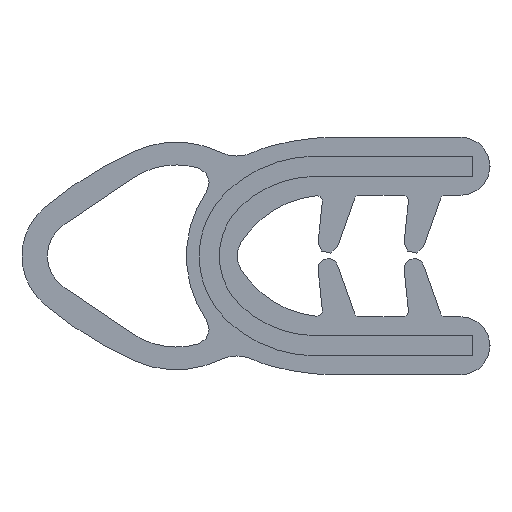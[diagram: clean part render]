
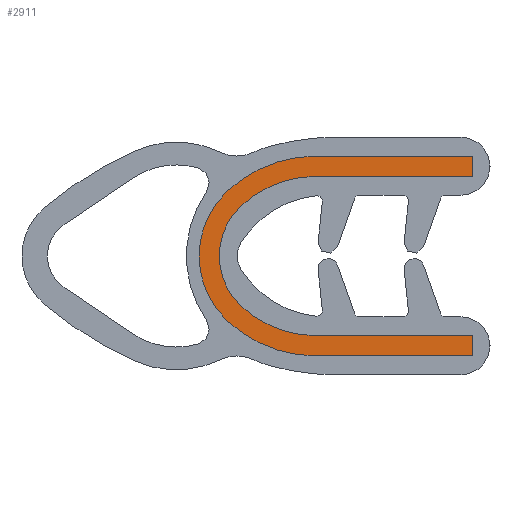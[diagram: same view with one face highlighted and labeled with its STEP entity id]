
A CAD part, left-side view. The second image highlights one B-rep face of the part: STEP entity #2911.
In plain terms, the highlighted planar face has unit normal (-1, 0, 0).
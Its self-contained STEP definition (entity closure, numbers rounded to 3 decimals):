
#8 = EDGE_CURVE ( 'NONE', #1506, #1727, #1502, .T. ) ;
#19 = ORIENTED_EDGE ( 'NONE', *, *, #563, .F. ) ;
#37 = DIRECTION ( 'NONE',  ( -1., 0., 0. ) ) ;
#118 = DIRECTION ( 'NONE',  ( 0., 0., -1. ) ) ;
#169 = VERTEX_POINT ( 'NONE', #2289 ) ;
#201 = ORIENTED_EDGE ( 'NONE', *, *, #1834, .F. ) ;
#204 = CARTESIAN_POINT ( 'NONE',  ( -500., -6.147, -1.964 ) ) ;
#209 = CARTESIAN_POINT ( 'NONE',  ( -500., -9.132, -1.2 ) ) ;
#216 = ORIENTED_EDGE ( 'NONE', *, *, #1406, .F. ) ;
#302 = VECTOR ( 'NONE', #881, 1000. ) ;
#343 = ORIENTED_EDGE ( 'NONE', *, *, #2523, .F. ) ;
#354 = VERTEX_POINT ( 'NONE', #2236 ) ;
#365 = ORIENTED_EDGE ( 'NONE', *, *, #1804, .F. ) ;
#438 = ORIENTED_EDGE ( 'NONE', *, *, #479, .F. ) ;
#441 = CIRCLE ( 'NONE', #1643, 5.15 ) ;
#451 = ORIENTED_EDGE ( 'NONE', *, *, #2530, .F. ) ;
#465 = CARTESIAN_POINT ( 'NONE',  ( -500., -5.598, 2.545 ) ) ;
#479 = EDGE_CURVE ( 'NONE', #3055, #721, #1341, .T. ) ;
#498 = DIRECTION ( 'NONE',  ( 1., 0., 0. ) ) ;
#528 = VERTEX_POINT ( 'NONE', #2735 ) ;
#563 = EDGE_CURVE ( 'NONE', #354, #658, #2084, .T. ) ;
#658 = VERTEX_POINT ( 'NONE', #1805 ) ;
#675 = AXIS2_PLACEMENT_3D ( 'NONE', #3085, #2771, #2451 ) ;
#718 = DIRECTION ( 'NONE',  ( 0., 1., 0. ) ) ;
#721 = VERTEX_POINT ( 'NONE', #1735 ) ;
#730 = CIRCLE ( 'NONE', #675, 5.15 ) ;
#745 = DIRECTION ( 'NONE',  ( 0., 0., -1. ) ) ;
#764 = CIRCLE ( 'NONE', #1958, 4.35 ) ;
#768 = CARTESIAN_POINT ( 'NONE',  ( -500., -9.132, 3.95 ) ) ;
#789 = VECTOR ( 'NONE', #718, 1000. ) ;
#803 = CARTESIAN_POINT ( 'NONE',  ( -500., -15.3, 3.95 ) ) ;
#807 = CARTESIAN_POINT ( 'NONE',  ( -500., -9.132, 1.2 ) ) ;
#821 = DIRECTION ( 'NONE',  ( 0., 0., -1. ) ) ;
#867 = EDGE_LOOP ( 'NONE', ( #201, #2165, #365, #2142, #19, #343, #934, #1103, #451, #948, #216, #438 ) ) ;
#881 = DIRECTION ( 'NONE',  ( 0., -1., 0. ) ) ;
#888 = VECTOR ( 'NONE', #745, 1000. ) ;
#934 = ORIENTED_EDGE ( 'NONE', *, *, #2913, .F. ) ;
#948 = ORIENTED_EDGE ( 'NONE', *, *, #2197, .F. ) ;
#1039 = CARTESIAN_POINT ( 'NONE',  ( -500., -9.132, -3.95 ) ) ;
#1069 = CARTESIAN_POINT ( 'NONE',  ( -500., -15.3, -3.95 ) ) ;
#1074 = CARTESIAN_POINT ( 'NONE',  ( -500., -15.3, -3.95 ) ) ;
#1103 = ORIENTED_EDGE ( 'NONE', *, *, #8, .F. ) ;
#1128 = PLANE ( 'NONE',  #1767 ) ;
#1138 = DIRECTION ( 'NONE',  ( -1., 0., 0. ) ) ;
#1145 = VERTEX_POINT ( 'NONE', #1788 ) ;
#1169 = VERTEX_POINT ( 'NONE', #204 ) ;
#1206 = DIRECTION ( 'NONE',  ( 0., 0., -1. ) ) ;
#1207 = CARTESIAN_POINT ( 'NONE',  ( -500., -15.3, 3.95 ) ) ;
#1283 = DIRECTION ( 'NONE',  ( 0., 0., -1. ) ) ;
#1341 = LINE ( 'NONE', #1039, #789 ) ;
#1346 = DIRECTION ( 'NONE',  ( 0., -1., 0. ) ) ;
#1372 = LINE ( 'NONE', #1069, #888 ) ;
#1406 = EDGE_CURVE ( 'NONE', #721, #1145, #730, .T. ) ;
#1446 = CARTESIAN_POINT ( 'NONE',  ( -500., -9.132, 1.2 ) ) ;
#1501 = DIRECTION ( 'NONE',  ( 1., 0., 0. ) ) ;
#1502 = LINE ( 'NONE', #1207, #302 ) ;
#1506 = VERTEX_POINT ( 'NONE', #768 ) ;
#1557 = AXIS2_PLACEMENT_3D ( 'NONE', #209, #2348, #2018 ) ;
#1570 = DIRECTION ( 'NONE',  ( 1., 0., 0. ) ) ;
#1614 = FACE_OUTER_BOUND ( 'NONE', #867, .T. ) ;
#1640 = CARTESIAN_POINT ( 'NONE',  ( -500., -15.3, -3.15 ) ) ;
#1643 = AXIS2_PLACEMENT_3D ( 'NONE', #1791, #1501, #1206 ) ;
#1654 = CARTESIAN_POINT ( 'NONE',  ( -500., -8., 0. ) ) ;
#1692 = VERTEX_POINT ( 'NONE', #2097 ) ;
#1727 = VERTEX_POINT ( 'NONE', #803 ) ;
#1735 = CARTESIAN_POINT ( 'NONE',  ( -500., -9.132, -3.95 ) ) ;
#1767 = AXIS2_PLACEMENT_3D ( 'NONE', #807, #498, #118 ) ;
#1788 = CARTESIAN_POINT ( 'NONE',  ( -500., -5.598, -2.545 ) ) ;
#1791 = CARTESIAN_POINT ( 'NONE',  ( -500., -9.132, -1.2 ) ) ;
#1804 = EDGE_CURVE ( 'NONE', #1169, #528, #764, .T. ) ;
#1805 = CARTESIAN_POINT ( 'NONE',  ( -500., -6.147, 1.964 ) ) ;
#1834 = EDGE_CURVE ( 'NONE', #1692, #3055, #1372, .T. ) ;
#1838 = CIRCLE ( 'NONE', #1842, 3.5 ) ;
#1842 = AXIS2_PLACEMENT_3D ( 'NONE', #1868, #1570, #1283 ) ;
#1868 = CARTESIAN_POINT ( 'NONE',  ( -500., -8., 0. ) ) ;
#1885 = CIRCLE ( 'NONE', #2978, 2.7 ) ;
#1937 = LINE ( 'NONE', #1640, #2252 ) ;
#1942 = VECTOR ( 'NONE', #2104, 1000. ) ;
#1958 = AXIS2_PLACEMENT_3D ( 'NONE', #1446, #1138, #821 ) ;
#2018 = DIRECTION ( 'NONE',  ( 0., 0., -1. ) ) ;
#2061 = VERTEX_POINT ( 'NONE', #465 ) ;
#2073 = VECTOR ( 'NONE', #2268, 1000. ) ;
#2084 = CIRCLE ( 'NONE', #1557, 4.35 ) ;
#2097 = CARTESIAN_POINT ( 'NONE',  ( -500., -15.3, -3.15 ) ) ;
#2104 = DIRECTION ( 'NONE',  ( 0., 1., 0. ) ) ;
#2142 = ORIENTED_EDGE ( 'NONE', *, *, #2557, .F. ) ;
#2165 = ORIENTED_EDGE ( 'NONE', *, *, #2190, .F. ) ;
#2190 = EDGE_CURVE ( 'NONE', #528, #1692, #1937, .T. ) ;
#2197 = EDGE_CURVE ( 'NONE', #1145, #2061, #1838, .T. ) ;
#2236 = CARTESIAN_POINT ( 'NONE',  ( -500., -9.132, 3.15 ) ) ;
#2252 = VECTOR ( 'NONE', #1346, 1000. ) ;
#2268 = DIRECTION ( 'NONE',  ( 0., 0., -1. ) ) ;
#2289 = CARTESIAN_POINT ( 'NONE',  ( -500., -15.3, 3.15 ) ) ;
#2348 = DIRECTION ( 'NONE',  ( -1., 0., 0. ) ) ;
#2423 = CARTESIAN_POINT ( 'NONE',  ( -500., -9.132, 3.15 ) ) ;
#2451 = DIRECTION ( 'NONE',  ( 0., 0., -1. ) ) ;
#2523 = EDGE_CURVE ( 'NONE', #169, #354, #2737, .T. ) ;
#2530 = EDGE_CURVE ( 'NONE', #2061, #1506, #441, .T. ) ;
#2557 = EDGE_CURVE ( 'NONE', #658, #1169, #1885, .T. ) ;
#2588 = CARTESIAN_POINT ( 'NONE',  ( -500., -15.3, 3.15 ) ) ;
#2735 = CARTESIAN_POINT ( 'NONE',  ( -500., -9.132, -3.15 ) ) ;
#2737 = LINE ( 'NONE', #2423, #1942 ) ;
#2771 = DIRECTION ( 'NONE',  ( 1., 0., 0. ) ) ;
#2830 = DIRECTION ( 'NONE',  ( 0., 0., -1. ) ) ;
#2899 = LINE ( 'NONE', #2588, #2073 ) ;
#2911 = ADVANCED_FACE ( 'NONE', ( #1614 ), #1128, .F. ) ;
#2913 = EDGE_CURVE ( 'NONE', #1727, #169, #2899, .T. ) ;
#2978 = AXIS2_PLACEMENT_3D ( 'NONE', #1654, #37, #2830 ) ;
#3055 = VERTEX_POINT ( 'NONE', #1074 ) ;
#3085 = CARTESIAN_POINT ( 'NONE',  ( -500., -9.132, 1.2 ) ) ;
